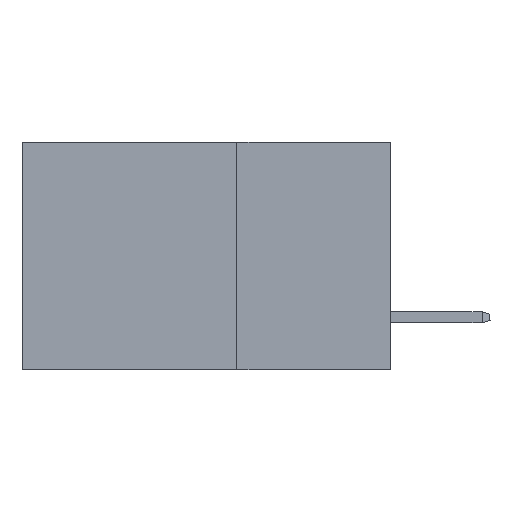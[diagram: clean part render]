
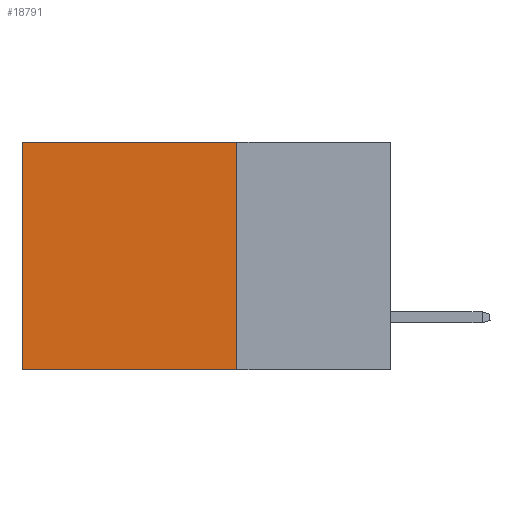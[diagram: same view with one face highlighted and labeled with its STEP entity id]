
A CAD part, left-side view. The second image highlights one B-rep face of the part: STEP entity #18791.
In plain terms, the highlighted planar face has unit normal (-1, 0, 0).
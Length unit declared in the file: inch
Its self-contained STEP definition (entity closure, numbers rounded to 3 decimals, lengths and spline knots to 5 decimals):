
#779 = ORIENTED_EDGE ( 'NONE', *, *, #29023, .F. ) ;
#1417 = VERTEX_POINT ( 'NONE', #16382 ) ;
#1939 = VECTOR ( 'NONE', #12996, 39.37008 ) ;
#2553 = VERTEX_POINT ( 'NONE', #9798 ) ;
#2567 = LINE ( 'NONE', #21066, #23290 ) ;
#6573 = CARTESIAN_POINT ( 'NONE',  ( 0.2875, 0.25, -0.37 ) ) ;
#8414 = CARTESIAN_POINT ( 'NONE',  ( 0.2875, 0.6, 0. ) ) ;
#8841 = PLANE ( 'NONE',  #16066 ) ;
#9798 = CARTESIAN_POINT ( 'NONE',  ( 0.2875, 0.6, 0. ) ) ;
#9831 = ORIENTED_EDGE ( 'NONE', *, *, #17669, .T. ) ;
#12276 = VERTEX_POINT ( 'NONE', #6573 ) ;
#12996 = DIRECTION ( 'NONE',  ( 0., 0., -1. ) ) ;
#13011 = LINE ( 'NONE', #29479, #14922 ) ;
#13414 = CARTESIAN_POINT ( 'NONE',  ( 0.2875, 0.25, 0. ) ) ;
#14922 = VECTOR ( 'NONE', #19844, 39.37008 ) ;
#15245 = FACE_OUTER_BOUND ( 'NONE', #24632, .T. ) ;
#16066 = AXIS2_PLACEMENT_3D ( 'NONE', #13414, #30582, #28875 ) ;
#16125 = VERTEX_POINT ( 'NONE', #24498 ) ;
#16382 = CARTESIAN_POINT ( 'NONE',  ( 0.2875, 0.6, -0.37 ) ) ;
#17669 = EDGE_CURVE ( 'NONE', #16125, #2553, #27230, .T. ) ;
#17886 = ORIENTED_EDGE ( 'NONE', *, *, #18220, .T. ) ;
#18220 = EDGE_CURVE ( 'NONE', #2553, #1417, #26791, .T. ) ;
#18398 = DIRECTION ( 'NONE',  ( 0., 1., 0. ) ) ;
#18791 = ADVANCED_FACE ( 'NONE', ( #15245 ), #8841, .F. ) ;
#19844 = DIRECTION ( 'NONE',  ( 0., 1., 0. ) ) ;
#20847 = CARTESIAN_POINT ( 'NONE',  ( 0.2875, 0.25, 0. ) ) ;
#21066 = CARTESIAN_POINT ( 'NONE',  ( 0.2875, 0.25, 0. ) ) ;
#21175 = DIRECTION ( 'NONE',  ( 0., 0., -1. ) ) ;
#22200 = VECTOR ( 'NONE', #18398, 39.37008 ) ;
#23290 = VECTOR ( 'NONE', #21175, 39.37008 ) ;
#24498 = CARTESIAN_POINT ( 'NONE',  ( 0.2875, 0.25, 0. ) ) ;
#24632 = EDGE_LOOP ( 'NONE', ( #17886, #29076, #779, #9831 ) ) ;
#26791 = LINE ( 'NONE', #8414, #1939 ) ;
#27230 = LINE ( 'NONE', #20847, #22200 ) ;
#27843 = EDGE_CURVE ( 'NONE', #12276, #1417, #13011, .T. ) ;
#28875 = DIRECTION ( 'NONE',  ( 0., 0., -1. ) ) ;
#29023 = EDGE_CURVE ( 'NONE', #16125, #12276, #2567, .T. ) ;
#29076 = ORIENTED_EDGE ( 'NONE', *, *, #27843, .F. ) ;
#29479 = CARTESIAN_POINT ( 'NONE',  ( 0.2875, 0.25, -0.37 ) ) ;
#30582 = DIRECTION ( 'NONE',  ( 1., 0., 0. ) ) ;
